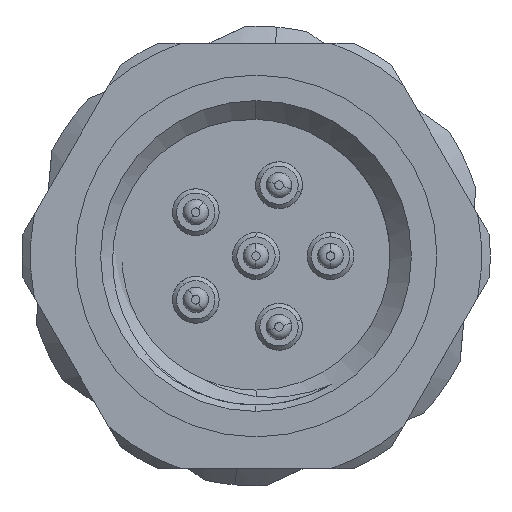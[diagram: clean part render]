
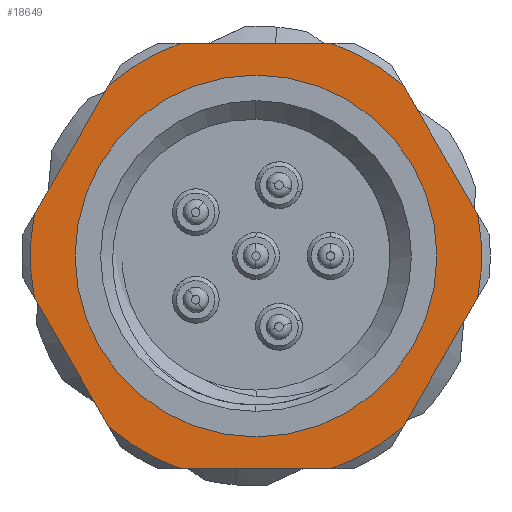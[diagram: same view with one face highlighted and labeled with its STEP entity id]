
A CAD part, left-side view. The second image highlights one B-rep face of the part: STEP entity #18649.
In plain terms, the highlighted planar face has unit normal (-1, 0, 0).
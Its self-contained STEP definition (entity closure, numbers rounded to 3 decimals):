
#76 = EDGE_CURVE ( 'NONE', #24315, #2164, #17537, .T. ) ;
#783 = AXIS2_PLACEMENT_3D ( 'NONE', #30660, #2438, #23134 ) ;
#1532 = AXIS2_PLACEMENT_3D ( 'NONE', #5887, #11203, #31862 ) ;
#1943 = DIRECTION ( 'NONE',  ( 0., 0., -1. ) ) ;
#2164 = VERTEX_POINT ( 'NONE', #30572 ) ;
#2275 = ORIENTED_EDGE ( 'NONE', *, *, #30776, .F. ) ;
#2354 = CARTESIAN_POINT ( 'NONE',  ( -5.8, -5.209, 0.978 ) ) ;
#2438 = DIRECTION ( 'NONE',  ( -1., 0., 0. ) ) ;
#2556 = ORIENTED_EDGE ( 'NONE', *, *, #3266, .T. ) ;
#2898 = ORIENTED_EDGE ( 'NONE', *, *, #14319, .T. ) ;
#2979 = CARTESIAN_POINT ( 'NONE',  ( -5.8, 2.887, 5. ) ) ;
#3079 = CARTESIAN_POINT ( 'NONE',  ( -5.8, -3.451, -4.022 ) ) ;
#3266 = EDGE_CURVE ( 'NONE', #5017, #33733, #6834, .T. ) ;
#3311 = VECTOR ( 'NONE', #11660, 1000. ) ;
#4046 = DIRECTION ( 'NONE',  ( 0., -0.5, -0.866 ) ) ;
#4138 = CIRCLE ( 'NONE', #21567, 5.3 ) ;
#4901 = DIRECTION ( 'NONE',  ( -1., 0., 0. ) ) ;
#5017 = VERTEX_POINT ( 'NONE', #26715 ) ;
#5727 = VERTEX_POINT ( 'NONE', #2354 ) ;
#5887 = CARTESIAN_POINT ( 'NONE',  ( -5.8, 0., 0. ) ) ;
#6064 = LINE ( 'NONE', #2979, #10829 ) ;
#6242 = VERTEX_POINT ( 'NONE', #11415 ) ;
#6334 = DIRECTION ( 'NONE',  ( 0., -0.5, 0.866 ) ) ;
#6577 = CARTESIAN_POINT ( 'NONE',  ( -5.8, 3.451, 4.022 ) ) ;
#6722 = ORIENTED_EDGE ( 'NONE', *, *, #26400, .F. ) ;
#6834 = CIRCLE ( 'NONE', #783, 5.3 ) ;
#6994 = EDGE_CURVE ( 'NONE', #14104, #5017, #26022, .T. ) ;
#7063 = CARTESIAN_POINT ( 'NONE',  ( -5.8, 0., 0. ) ) ;
#7368 = CARTESIAN_POINT ( 'NONE',  ( -5.8, 5.209, 0.978 ) ) ;
#7497 = CARTESIAN_POINT ( 'NONE',  ( -5.8, 3.451, -4.022 ) ) ;
#7949 = CARTESIAN_POINT ( 'NONE',  ( -5.8, -5.209, -0.978 ) ) ;
#8151 = DIRECTION ( 'NONE',  ( -1., 0., 0. ) ) ;
#8682 = VERTEX_POINT ( 'NONE', #31618 ) ;
#8826 = FACE_OUTER_BOUND ( 'NONE', #20675, .T. ) ;
#9151 = CARTESIAN_POINT ( 'NONE',  ( -5.8, -3.451, 4.022 ) ) ;
#9343 = CARTESIAN_POINT ( 'NONE',  ( -5.8, 2.887, -5. ) ) ;
#9537 = CARTESIAN_POINT ( 'NONE',  ( -5.8, 5.774, 0. ) ) ;
#10829 = VECTOR ( 'NONE', #23844, 1000. ) ;
#11203 = DIRECTION ( 'NONE',  ( -1., 0., 0. ) ) ;
#11372 = CIRCLE ( 'NONE', #1532, 5.3 ) ;
#11415 = CARTESIAN_POINT ( 'NONE',  ( -5.8, 5.209, -0.978 ) ) ;
#11450 = EDGE_CURVE ( 'NONE', #2164, #22120, #16941, .T. ) ;
#11660 = DIRECTION ( 'NONE',  ( 0., 0.5, 0.866 ) ) ;
#12071 = AXIS2_PLACEMENT_3D ( 'NONE', #33795, #8151, #28994 ) ;
#12204 = EDGE_CURVE ( 'NONE', #22120, #19665, #13188, .T. ) ;
#13145 = ORIENTED_EDGE ( 'NONE', *, *, #29132, .T. ) ;
#13188 = LINE ( 'NONE', #19321, #14778 ) ;
#13878 = EDGE_CURVE ( 'NONE', #33733, #16749, #6064, .T. ) ;
#13924 = EDGE_CURVE ( 'NONE', #25994, #24315, #11372, .T. ) ;
#14104 = VERTEX_POINT ( 'NONE', #29569 ) ;
#14296 = FACE_BOUND ( 'NONE', #22807, .T. ) ;
#14319 = EDGE_CURVE ( 'NONE', #19665, #5727, #31547, .T. ) ;
#14546 = CARTESIAN_POINT ( 'NONE',  ( -5.8, 0., 0. ) ) ;
#14778 = VECTOR ( 'NONE', #6334, 1000. ) ;
#14971 = ORIENTED_EDGE ( 'NONE', *, *, #13878, .T. ) ;
#15047 = AXIS2_PLACEMENT_3D ( 'NONE', #23355, #4901, #28643 ) ;
#15488 = ORIENTED_EDGE ( 'NONE', *, *, #6994, .T. ) ;
#15693 = VERTEX_POINT ( 'NONE', #32487 ) ;
#16329 = VECTOR ( 'NONE', #4046, 1000. ) ;
#16749 = VERTEX_POINT ( 'NONE', #7368 ) ;
#16830 = AXIS2_PLACEMENT_3D ( 'NONE', #14546, #17102, #32827 ) ;
#16941 = CIRCLE ( 'NONE', #22941, 5.3 ) ;
#17102 = DIRECTION ( 'NONE',  ( -1., 0., 0. ) ) ;
#17537 = LINE ( 'NONE', #9343, #31218 ) ;
#17675 = CARTESIAN_POINT ( 'NONE',  ( -5.8, 0., 0. ) ) ;
#18335 = CARTESIAN_POINT ( 'NONE',  ( -5.8, -2.887, 5. ) ) ;
#18342 = VECTOR ( 'NONE', #28751, 1000. ) ;
#18649 = ADVANCED_FACE ( 'NONE', ( #14296, #8826 ), #32223, .F. ) ;
#18764 = EDGE_CURVE ( 'NONE', #5727, #33651, #20466, .T. ) ;
#19114 = CIRCLE ( 'NONE', #31189, 5.3 ) ;
#19244 = DIRECTION ( 'NONE',  ( 1., 0., 0. ) ) ;
#19321 = CARTESIAN_POINT ( 'NONE',  ( -5.8, -2.887, -5. ) ) ;
#19665 = VERTEX_POINT ( 'NONE', #7949 ) ;
#19754 = DIRECTION ( 'NONE',  ( 0., -1., 0. ) ) ;
#19939 = CIRCLE ( 'NONE', #15047, 4.25 ) ;
#20067 = DIRECTION ( 'NONE',  ( -1., 0., 0. ) ) ;
#20466 = LINE ( 'NONE', #30895, #3311 ) ;
#20515 = ORIENTED_EDGE ( 'NONE', *, *, #18764, .T. ) ;
#20675 = EDGE_LOOP ( 'NONE', ( #13145, #23602, #33700, #30884, #25036, #2898, #20515, #27434, #15488, #2556, #14971, #27713 ) ) ;
#21567 = AXIS2_PLACEMENT_3D ( 'NONE', #17675, #20067, #1943 ) ;
#21581 = EDGE_CURVE ( 'NONE', #16749, #6242, #19114, .T. ) ;
#21967 = CARTESIAN_POINT ( 'NONE',  ( -5.8, 5.5, 0. ) ) ;
#22042 = DIRECTION ( 'NONE',  ( -1., 0., 0. ) ) ;
#22120 = VERTEX_POINT ( 'NONE', #3079 ) ;
#22807 = EDGE_LOOP ( 'NONE', ( #2275, #6722 ) ) ;
#22941 = AXIS2_PLACEMENT_3D ( 'NONE', #7063, #33031, #27896 ) ;
#23083 = CARTESIAN_POINT ( 'NONE',  ( -5.8, 1.758, -5. ) ) ;
#23134 = DIRECTION ( 'NONE',  ( 0., 0., -1. ) ) ;
#23355 = CARTESIAN_POINT ( 'NONE',  ( -5.8, 0., 0. ) ) ;
#23602 = ORIENTED_EDGE ( 'NONE', *, *, #13924, .T. ) ;
#23844 = DIRECTION ( 'NONE',  ( 0., 0.5, -0.866 ) ) ;
#24315 = VERTEX_POINT ( 'NONE', #23083 ) ;
#25036 = ORIENTED_EDGE ( 'NONE', *, *, #12204, .T. ) ;
#25994 = VERTEX_POINT ( 'NONE', #7497 ) ;
#26022 = LINE ( 'NONE', #18335, #18342 ) ;
#26400 = EDGE_CURVE ( 'NONE', #15693, #8682, #26763, .T. ) ;
#26715 = CARTESIAN_POINT ( 'NONE',  ( -5.8, 1.758, 5. ) ) ;
#26763 = CIRCLE ( 'NONE', #12071, 4.25 ) ;
#27092 = DIRECTION ( 'NONE',  ( 0., 0., -1. ) ) ;
#27165 = DIRECTION ( 'NONE',  ( 0., 0., -1. ) ) ;
#27434 = ORIENTED_EDGE ( 'NONE', *, *, #33302, .T. ) ;
#27713 = ORIENTED_EDGE ( 'NONE', *, *, #21581, .T. ) ;
#27896 = DIRECTION ( 'NONE',  ( 0., 0., -1. ) ) ;
#28643 = DIRECTION ( 'NONE',  ( 0., 0., 1. ) ) ;
#28751 = DIRECTION ( 'NONE',  ( 0., 1., 0. ) ) ;
#28994 = DIRECTION ( 'NONE',  ( 0., 0., 1. ) ) ;
#29132 = EDGE_CURVE ( 'NONE', #6242, #25994, #32941, .T. ) ;
#29569 = CARTESIAN_POINT ( 'NONE',  ( -5.8, -1.758, 5. ) ) ;
#30572 = CARTESIAN_POINT ( 'NONE',  ( -5.8, -1.758, -5. ) ) ;
#30660 = CARTESIAN_POINT ( 'NONE',  ( -5.8, 0., 0. ) ) ;
#30776 = EDGE_CURVE ( 'NONE', #8682, #15693, #19939, .T. ) ;
#30884 = ORIENTED_EDGE ( 'NONE', *, *, #11450, .T. ) ;
#30895 = CARTESIAN_POINT ( 'NONE',  ( -5.8, -5.774, 0. ) ) ;
#31189 = AXIS2_PLACEMENT_3D ( 'NONE', #31955, #22042, #27165 ) ;
#31218 = VECTOR ( 'NONE', #19754, 1000. ) ;
#31547 = CIRCLE ( 'NONE', #16830, 5.3 ) ;
#31618 = CARTESIAN_POINT ( 'NONE',  ( -5.8, 0., 4.25 ) ) ;
#31862 = DIRECTION ( 'NONE',  ( 0., 0., -1. ) ) ;
#31955 = CARTESIAN_POINT ( 'NONE',  ( -5.8, 0., 0. ) ) ;
#32223 = PLANE ( 'NONE',  #32825 ) ;
#32487 = CARTESIAN_POINT ( 'NONE',  ( -5.8, 0., -4.25 ) ) ;
#32825 = AXIS2_PLACEMENT_3D ( 'NONE', #21967, #19244, #27092 ) ;
#32827 = DIRECTION ( 'NONE',  ( 0., 0., -1. ) ) ;
#32941 = LINE ( 'NONE', #9537, #16329 ) ;
#33031 = DIRECTION ( 'NONE',  ( -1., 0., 0. ) ) ;
#33302 = EDGE_CURVE ( 'NONE', #33651, #14104, #4138, .T. ) ;
#33651 = VERTEX_POINT ( 'NONE', #9151 ) ;
#33700 = ORIENTED_EDGE ( 'NONE', *, *, #76, .T. ) ;
#33733 = VERTEX_POINT ( 'NONE', #6577 ) ;
#33795 = CARTESIAN_POINT ( 'NONE',  ( -5.8, 0., 0. ) ) ;
